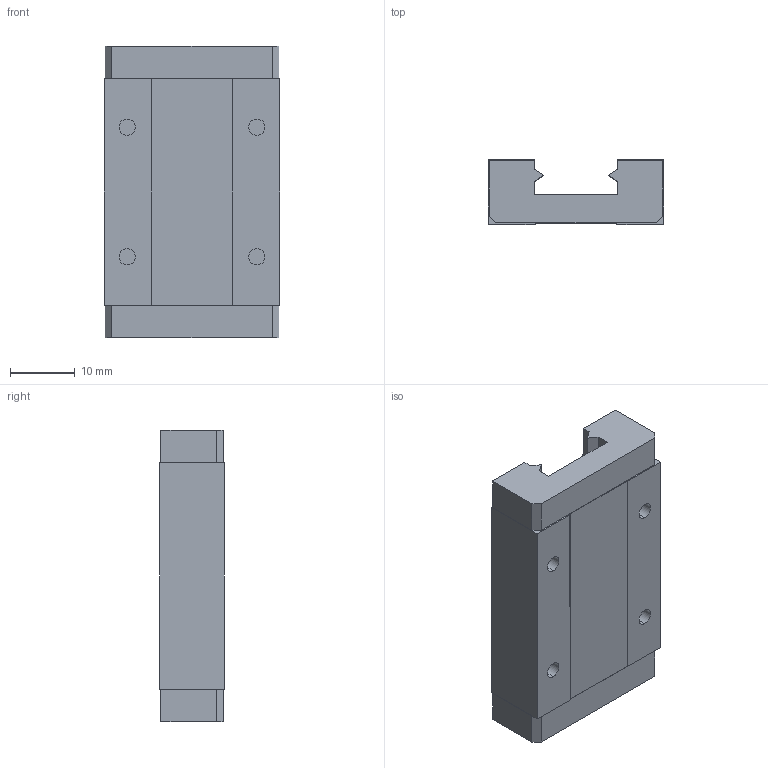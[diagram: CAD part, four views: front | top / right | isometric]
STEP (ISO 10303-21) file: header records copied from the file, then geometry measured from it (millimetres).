
FILE_DESCRIPTION (( 'STEP AP214' ), '1' );
FILE_NAME ('B560 Ðåëüñîâàÿ êàðåòêà MGN 12H.SLDPRT.STEP', '2025-10-20T07:47:36', ( '' ), ( '' ), 'SwSTEP 2.0', 'SolidWorks 2025', '' );
FILE_SCHEMA (( 'AUTOMOTIVE_DESIGN' ));
Length unit declared in the file: millimetre
Products named in the file (1): B560 Рельсовая каретка MGN 12H.SLDPRT
Bounding box: 27 x 10 x 45 mm (x, y, z)
Volume: 8925.1 mm3; surface area: 4459 mm2
Topology: 1 solids, 1 shells, 48 faces, 126 edges, 84 vertices
Faces by surface type: plane 40, cylinder 8
Entity records: 1852 total; most frequent: CARTESIAN_POINT 259, ORIENTED_EDGE 252, DIRECTION 240, EDGE_CURVE 126, LINE 110, VECTOR 110, VERTEX_POINT 84, AXIS2_PLACEMENT_3D 65
